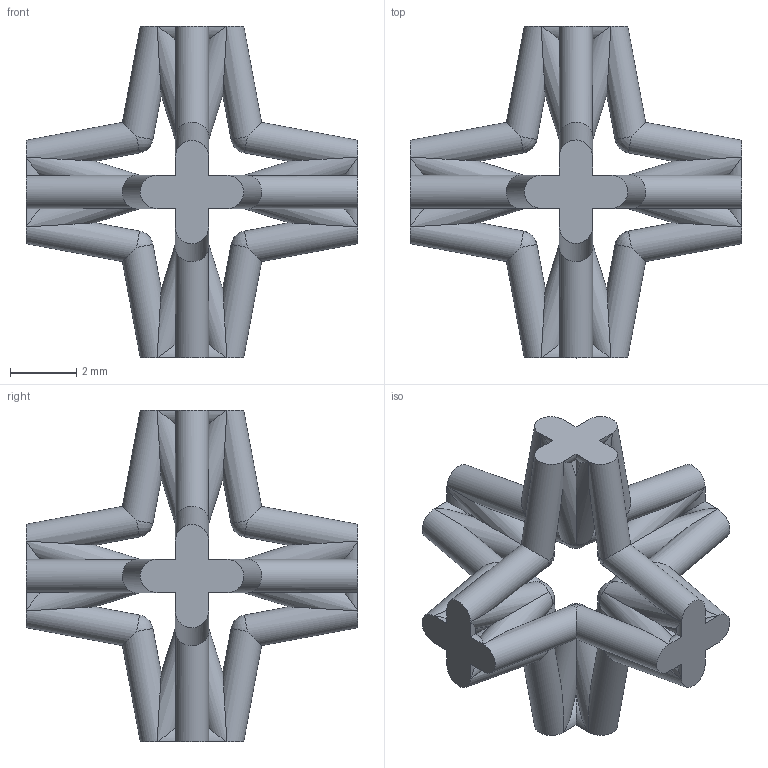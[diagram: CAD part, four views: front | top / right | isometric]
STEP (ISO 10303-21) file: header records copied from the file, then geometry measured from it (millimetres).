
FILE_DESCRIPTION(('Open CASCADE Model'),'2;1');
FILE_NAME('Open CASCADE Shape Model','2024-06-14T10:26:38',('Author'),( 'Open CASCADE'),'Open CASCADE STEP processor 7.7','Open CASCADE 7.7' ,'Unknown');
FILE_SCHEMA(('AUTOMOTIVE_DESIGN { 1 0 10303 214 1 1 1 1 }'));
Length unit declared in the file: millimetre
Products named in the file (1): Open CASCADE STEP translator 7.7 2
Bounding box: 10 x 10 x 10 mm (x, y, z)
Volume: 101.4 mm3; surface area: 356.2 mm2
Topology: 1 solids, 1 shells, 105 faces, 409 edges, 246 vertices
Faces by surface type: cylinder 78, sphere 21, plane 6
Full cylindrical faces by diameter (mm): 1 x48
Entity records: 12446 total; most frequent: CARTESIAN_POINT 5408, DIRECTION 1186, ORIENTED_EDGE 798, PCURVE 798, DEFINITIONAL_REPRESENTATION 798, B_SPLINE_CURVE_WITH_KNOTS 520, AXIS2_PLACEMENT_3D 403, EDGE_CURVE 399
